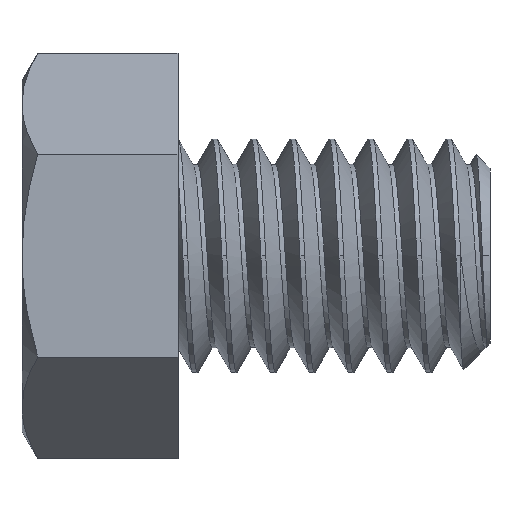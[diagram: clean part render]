
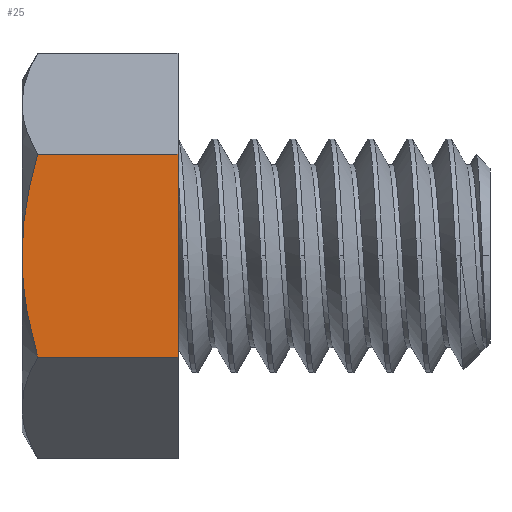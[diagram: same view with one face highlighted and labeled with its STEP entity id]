
A CAD part, top view. The second image highlights one B-rep face of the part: STEP entity #25.
In plain terms, the highlighted planar face has unit normal (0, 0, 1).
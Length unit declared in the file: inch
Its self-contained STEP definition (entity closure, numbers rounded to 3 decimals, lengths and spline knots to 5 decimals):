
#25 = ADVANCED_FACE ( 'NONE', ( #1145 ), #507, .F. ) ;
#48 = CARTESIAN_POINT ( 'NONE',  ( -0.3639, -0.10891, 0.28125 ) ) ;
#152 = CARTESIAN_POINT ( 'NONE',  ( -0.125, -0.16238, 0.28125 ) ) ;
#193 = CARTESIAN_POINT ( 'NONE',  ( -0.375, 0., 0.28125 ) ) ;
#210 = B_SPLINE_CURVE_WITH_KNOTS ( 'NONE', 3,
 ( #2291, #1441, #48, #668, #2594, #916 ),
 .UNSPECIFIED., .F., .F.,
 ( 4, 2, 4 ),
 ( 0.00775, 0.00984, 0.01193 ),
 .UNSPECIFIED. ) ;
#384 = CARTESIAN_POINT ( 'NONE',  ( -0.37441, 0.02761, 0.28125 ) ) ;
#413 = EDGE_CURVE ( 'NONE', #3203, #2677, #2354, .T. ) ;
#452 = CARTESIAN_POINT ( 'NONE',  ( -0.125, 0.16238, 0.28125 ) ) ;
#477 = EDGE_CURVE ( 'NONE', #1407, #704, #495, .T. ) ;
#495 = LINE ( 'NONE', #1471, #3024 ) ;
#507 = PLANE ( 'NONE',  #1090 ) ;
#522 = ORIENTED_EDGE ( 'NONE', *, *, #1110, .F. ) ;
#617 = LINE ( 'NONE', #152, #1212 ) ;
#668 = CARTESIAN_POINT ( 'NONE',  ( -0.37263, -0.05475, 0.28125 ) ) ;
#679 = CARTESIAN_POINT ( 'NONE',  ( -0.37037, 0.06889, 0.28125 ) ) ;
#704 = VERTEX_POINT ( 'NONE', #452 ) ;
#851 = ORIENTED_EDGE ( 'NONE', *, *, #1141, .F. ) ;
#916 = CARTESIAN_POINT ( 'NONE',  ( -0.375, 0., 0.28125 ) ) ;
#924 = CARTESIAN_POINT ( 'NONE',  ( -0.35746, 0.13611, 0.28125 ) ) ;
#1090 = AXIS2_PLACEMENT_3D ( 'NONE', #2468, #1731, #1616 ) ;
#1110 = EDGE_CURVE ( 'NONE', #3203, #2966, #210, .T. ) ;
#1141 = EDGE_CURVE ( 'NONE', #2966, #1407, #3130, .T. ) ;
#1145 = FACE_OUTER_BOUND ( 'NONE', #3380, .T. ) ;
#1207 = DIRECTION ( 'NONE',  ( 1., 0., 0. ) ) ;
#1212 = VECTOR ( 'NONE', #3505, 39.37008 ) ;
#1407 = VERTEX_POINT ( 'NONE', #3481 ) ;
#1410 = ORIENTED_EDGE ( 'NONE', *, *, #477, .F. ) ;
#1441 = CARTESIAN_POINT ( 'NONE',  ( -0.35752, -0.13593, 0.28125 ) ) ;
#1452 = CARTESIAN_POINT ( 'NONE',  ( -0.375, 0.01376, 0.28125 ) ) ;
#1471 = CARTESIAN_POINT ( 'NONE',  ( -0.375, 0.16238, 0.28125 ) ) ;
#1616 = DIRECTION ( 'NONE',  ( 0., 1., 0. ) ) ;
#1731 = DIRECTION ( 'NONE',  ( 0., 0., -1. ) ) ;
#1985 = CARTESIAN_POINT ( 'NONE',  ( -0.125, -0.16238, 0.28125 ) ) ;
#2088 = DIRECTION ( 'NONE',  ( 1., 0., 0. ) ) ;
#2114 = CARTESIAN_POINT ( 'NONE',  ( -0.375, -0.16238, 0.28125 ) ) ;
#2145 = ORIENTED_EDGE ( 'NONE', *, *, #2270, .T. ) ;
#2270 = EDGE_CURVE ( 'NONE', #2677, #704, #617, .T. ) ;
#2291 = CARTESIAN_POINT ( 'NONE',  ( -0.34988, -0.16238, 0.28125 ) ) ;
#2304 = CARTESIAN_POINT ( 'NONE',  ( -0.37209, 0.05523, 0.28125 ) ) ;
#2354 = LINE ( 'NONE', #2114, #3101 ) ;
#2468 = CARTESIAN_POINT ( 'NONE',  ( -0.375, -0.16238, 0.28125 ) ) ;
#2528 = CARTESIAN_POINT ( 'NONE',  ( -0.34988, -0.16238, 0.28125 ) ) ;
#2594 = CARTESIAN_POINT ( 'NONE',  ( -0.375, -0.02749, 0.28125 ) ) ;
#2605 = CARTESIAN_POINT ( 'NONE',  ( -0.36377, 0.10952, 0.28125 ) ) ;
#2656 = ORIENTED_EDGE ( 'NONE', *, *, #413, .T. ) ;
#2677 = VERTEX_POINT ( 'NONE', #1985 ) ;
#2865 = CARTESIAN_POINT ( 'NONE',  ( -0.375, 0., 0.28125 ) ) ;
#2878 = CARTESIAN_POINT ( 'NONE',  ( -0.34988, 0.16238, 0.28125 ) ) ;
#2966 = VERTEX_POINT ( 'NONE', #193 ) ;
#3024 = VECTOR ( 'NONE', #1207, 39.37008 ) ;
#3101 = VECTOR ( 'NONE', #2088, 39.37008 ) ;
#3130 = B_SPLINE_CURVE_WITH_KNOTS ( 'NONE', 3,
 ( #2865, #1452, #384, #2304, #679, #2605, #924, #2878 ),
 .UNSPECIFIED., .F., .F.,
 ( 4, 2, 2, 4 ),
 ( 0.01193, 0.01297, 0.01402, 0.01611 ),
 .UNSPECIFIED. ) ;
#3203 = VERTEX_POINT ( 'NONE', #2528 ) ;
#3380 = EDGE_LOOP ( 'NONE', ( #522, #2656, #2145, #1410, #851 ) ) ;
#3481 = CARTESIAN_POINT ( 'NONE',  ( -0.34988, 0.16238, 0.28125 ) ) ;
#3505 = DIRECTION ( 'NONE',  ( 0., 1., 0. ) ) ;
